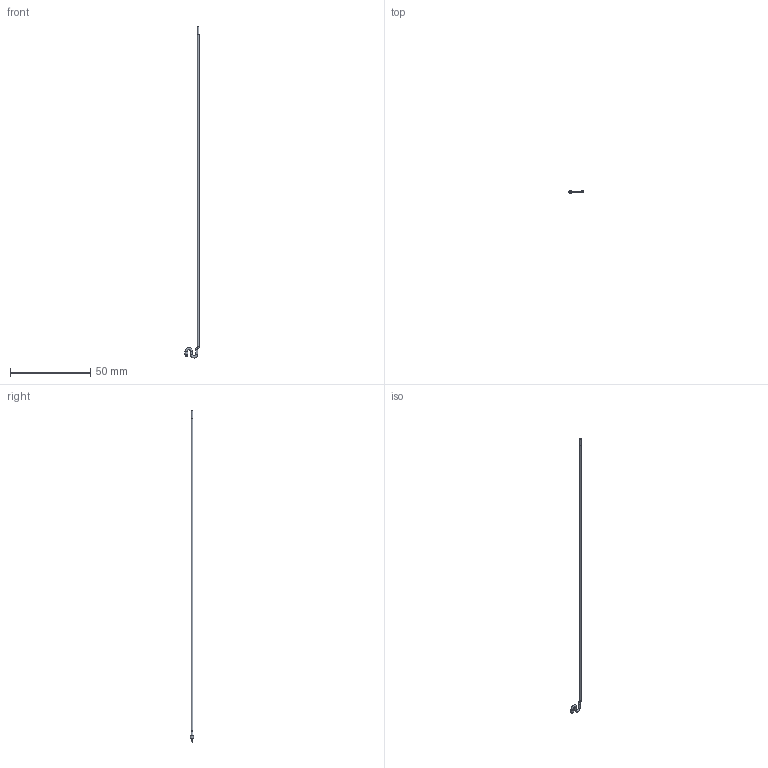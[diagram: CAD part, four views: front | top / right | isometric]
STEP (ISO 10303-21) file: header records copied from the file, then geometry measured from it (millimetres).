
FILE_DESCRIPTION(('FreeCAD Model'),'2;1');
FILE_NAME('Open CASCADE Shape Model','2025-02-24T18:14:44',(''),(''), 'Open CASCADE STEP processor 7.7','FreeCAD','Unknown');
FILE_SCHEMA(('AUTOMOTIVE_DESIGN { 1 0 10303 214 1 1 1 1 }'));
Length unit declared in the file: millimetre
Products named in the file (3): Cable_24AWG; Body; Body001
Assembly tree (2 placements, depth 2):
  Cable_24AWG
    Body
    Body001
Bounding box: 8.95 x 1.9 x 207.2 mm (x, y, z)
Volume: 249 mm3; surface area: 2035 mm2
Topology: 2 solids, 2 shells, 32 faces, 57 edges, 31 vertices
Faces by surface type: torus 14, cylinder 12, plane 6
Full cylindrical faces by diameter (mm): 0.9 x8, 1.2 x3, 1.9 x1
Entity records: 1588 total; most frequent: DIRECTION 284, CARTESIAN_POINT 239, ORIENTED_EDGE 114, PCURVE 114, DEFINITIONAL_REPRESENTATION 114, LINE 114, VECTOR 114, AXIS2_PLACEMENT_3D 80
